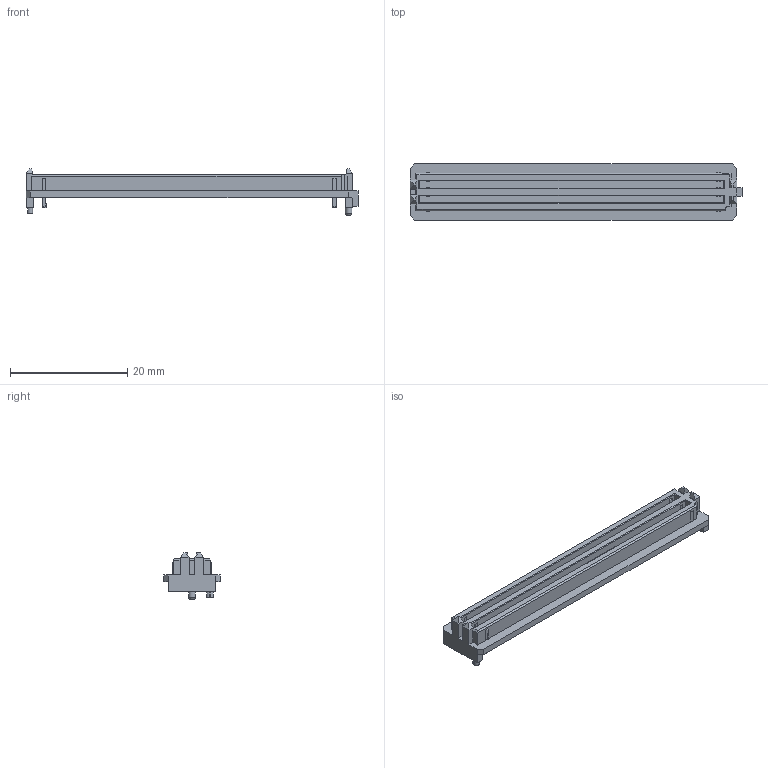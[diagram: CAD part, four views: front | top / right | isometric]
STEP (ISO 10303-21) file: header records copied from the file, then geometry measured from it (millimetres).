
FILE_DESCRIPTION(/* description */ (''),/* implementation_level */ '2;1');
FILE_NAME(/* name */ 'SAMTEC_SEAM-40-03.0-S-06-2-A-K-TR.stp',/* time_stamp */ '2017-09-05T13:26:26+02:00',/* author */ ('riccim'),/* organization */ ('SolidWorks'),/* preprocessor_version */ 'ST-DEVELOPER v16.5',/* originating_system */ 'AutoCAD Mechanical',/* authorisation */ ' ');
FILE_SCHEMA (('AUTOMOTIVE_DESIGN { 1 0 10303 214 3 1 1 }'));
Products named in the file (2): Product; _SEAM_Triangle
Assembly tree (1 placements, depth 2):
  Product
    _SEAM_Triangle
Bounding box: 56.67 x 9.6 x 7.87 mm (x, y, z)
Volume: 1255.6 mm3; surface area: 2280.8 mm2
Topology: 38 solids, 38 shells, 468 faces, 1133 edges, 746 vertices
Faces by surface type: plane 403, cylinder 64, torus 1
Full cylindrical faces by diameter (mm): 1.118 x1
Entity records: 13497 total; most frequent: CARTESIAN_POINT 2346, ORIENTED_EDGE 2260, DIRECTION 2201, EDGE_CURVE 1130, LINE 1001, VECTOR 1001, VERTEX_POINT 745, AXIS2_PLACEMENT_3D 600
